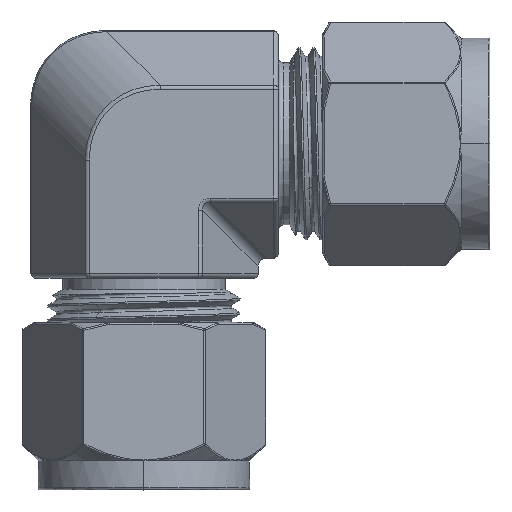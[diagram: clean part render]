
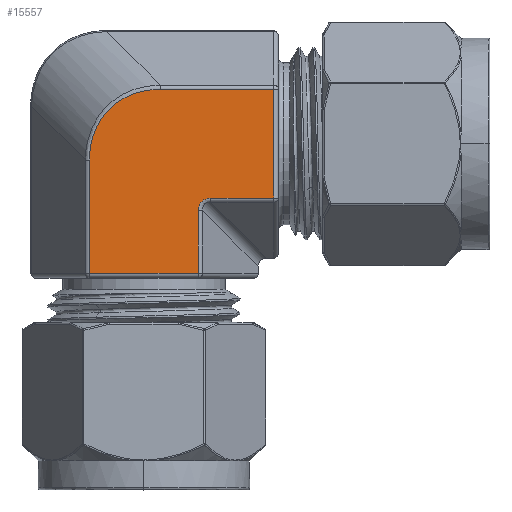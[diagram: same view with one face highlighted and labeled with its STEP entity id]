
A CAD part, top view. The second image highlights one B-rep face of the part: STEP entity #15557.
In plain terms, the highlighted planar face has unit normal (0, 0, 1).
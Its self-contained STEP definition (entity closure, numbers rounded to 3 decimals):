
#5583=DIRECTION('',(1.,0.,0.));
#5584=VECTOR('',#5583,6.543);
#5585=CARTESIAN_POINT('',(6.957,-5.658,10.3));
#5586=LINE('',#5585,#5584);
#5590=CARTESIAN_POINT('',(5.658,-6.957,10.3));
#5591=CARTESIAN_POINT('',(5.658,-6.918,10.3));
#5592=CARTESIAN_POINT('',(5.661,-6.842,10.3));
#5593=CARTESIAN_POINT('',(5.672,-6.736,10.3));
#5594=CARTESIAN_POINT('',(5.691,-6.633,10.3));
#5595=CARTESIAN_POINT('',(5.717,-6.535,10.3));
#5596=CARTESIAN_POINT('',(5.748,-6.443,10.3));
#5597=CARTESIAN_POINT('',(5.785,-6.356,10.3));
#5598=CARTESIAN_POINT('',(5.827,-6.275,10.3));
#5599=CARTESIAN_POINT('',(5.873,-6.199,10.3));
#5600=CARTESIAN_POINT('',(5.924,-6.128,10.3));
#5601=CARTESIAN_POINT('',(5.98,-6.062,10.3));
#5602=CARTESIAN_POINT('',(6.041,-6.,10.3));
#5603=CARTESIAN_POINT('',(6.106,-5.942,10.3));
#5604=CARTESIAN_POINT('',(6.177,-5.888,10.3));
#5605=CARTESIAN_POINT('',(6.253,-5.839,10.3));
#5606=CARTESIAN_POINT('',(6.336,-5.795,10.3));
#5607=CARTESIAN_POINT('',(6.424,-5.755,10.3));
#5608=CARTESIAN_POINT('',(6.519,-5.721,10.3));
#5609=CARTESIAN_POINT('',(6.62,-5.694,10.3));
#5610=CARTESIAN_POINT('',(6.726,-5.674,10.3));
#5611=CARTESIAN_POINT('',(6.839,-5.661,10.3));
#5612=CARTESIAN_POINT('',(6.917,-5.658,10.3));
#5613=CARTESIAN_POINT('',(6.957,-5.658,10.3));
#5618=DIRECTION('',(0.,1.,0.));
#5619=VECTOR('',#5618,6.543);
#5620=CARTESIAN_POINT('',(5.658,-13.5,10.3));
#5621=LINE('',#5620,#5619);
#5625=DIRECTION('',(-1.,0.,0.));
#5626=VECTOR('',#5625,11.316);
#5627=CARTESIAN_POINT('',(5.658,-13.5,10.3));
#5628=LINE('',#5627,#5626);
#5632=DIRECTION('',(0.,-1.,0.));
#5633=VECTOR('',#5632,11.797);
#5634=CARTESIAN_POINT('',(-5.658,-1.703,10.3));
#5635=LINE('',#5634,#5633);
#5639=CARTESIAN_POINT('',(1.703,5.658,10.3));
#5640=CARTESIAN_POINT('',(1.556,5.658,10.3));
#5641=CARTESIAN_POINT('',(1.268,5.651,10.3));
#5642=CARTESIAN_POINT('',(0.854,5.621,10.3));
#5643=CARTESIAN_POINT('',(0.449,5.572,10.3));
#5644=CARTESIAN_POINT('',(0.057,5.506,10.3));
#5645=CARTESIAN_POINT('',(-0.324,5.422,10.3));
#5646=CARTESIAN_POINT('',(-0.692,5.321,10.3));
#5647=CARTESIAN_POINT('',(-1.048,5.205,10.3));
#5648=CARTESIAN_POINT('',(-1.392,5.072,10.3));
#5649=CARTESIAN_POINT('',(-1.724,4.925,10.3));
#5650=CARTESIAN_POINT('',(-2.043,4.764,10.3));
#5651=CARTESIAN_POINT('',(-2.35,4.588,10.3));
#5652=CARTESIAN_POINT('',(-2.644,4.399,10.3));
#5653=CARTESIAN_POINT('',(-2.926,4.196,10.3));
#5654=CARTESIAN_POINT('',(-3.196,3.98,10.3));
#5655=CARTESIAN_POINT('',(-3.453,3.751,10.3));
#5656=CARTESIAN_POINT('',(-3.698,3.509,10.3));
#5657=CARTESIAN_POINT('',(-3.931,3.254,10.3));
#5658=CARTESIAN_POINT('',(-4.15,2.986,10.3));
#5659=CARTESIAN_POINT('',(-4.357,2.705,10.3));
#5660=CARTESIAN_POINT('',(-4.551,2.41,10.3));
#5661=CARTESIAN_POINT('',(-4.732,2.102,10.3));
#5662=CARTESIAN_POINT('',(-4.898,1.781,10.3));
#5663=CARTESIAN_POINT('',(-5.05,1.447,10.3));
#5664=CARTESIAN_POINT('',(-5.186,1.099,10.3));
#5665=CARTESIAN_POINT('',(-5.307,0.738,10.3));
#5666=CARTESIAN_POINT('',(-5.412,0.363,10.3));
#5667=CARTESIAN_POINT('',(-5.499,-0.024,10.3));
#5668=CARTESIAN_POINT('',(-5.569,-0.425,10.3));
#5669=CARTESIAN_POINT('',(-5.62,-0.838,10.3));
#5670=CARTESIAN_POINT('',(-5.651,-1.264,10.3));
#5671=CARTESIAN_POINT('',(-5.658,-1.555,10.3));
#5672=CARTESIAN_POINT('',(-5.658,-1.703,10.3));
#5677=DIRECTION('',(-1.,0.,0.));
#5678=VECTOR('',#5677,11.797);
#5679=CARTESIAN_POINT('',(13.5,5.658,10.3));
#5680=LINE('',#5679,#5678);
#5684=DIRECTION('',(0.,-1.,0.));
#5685=VECTOR('',#5684,11.316);
#5686=CARTESIAN_POINT('',(13.5,5.658,10.3));
#5687=LINE('',#5686,#5685);
#11112=CARTESIAN_POINT('',(6.957,-5.658,10.3));
#11113=CARTESIAN_POINT('',(13.5,-5.658,10.3));
#11114=VERTEX_POINT('',#11112);
#11115=VERTEX_POINT('',#11113);
#11116=VERTEX_POINT('',#5590);
#11118=CARTESIAN_POINT('',(5.658,-13.5,10.3));
#11119=VERTEX_POINT('',#11118);
#11140=CARTESIAN_POINT('',(-5.658,-13.5,10.3));
#11141=VERTEX_POINT('',#11140);
#11148=CARTESIAN_POINT('',(13.5,5.658,10.3));
#11149=VERTEX_POINT('',#11148);
#11176=CARTESIAN_POINT('',(-5.658,-1.703,10.3));
#11177=VERTEX_POINT('',#11176);
#11178=VERTEX_POINT('',#5639);
#15536=CARTESIAN_POINT('',(0.,5.947,10.3));
#15537=DIRECTION('',(0.,0.,1.));
#15538=DIRECTION('',(0.,-1.,0.));
#15539=AXIS2_PLACEMENT_3D('',#15536,#15537,#15538);
#15540=PLANE('',#15539);
#15542=ORIENTED_EDGE('',*,*,#15541,.F.);
#15543=ORIENTED_EDGE('',*,*,#15526,.F.);
#15545=ORIENTED_EDGE('',*,*,#15544,.F.);
#15546=ORIENTED_EDGE('',*,*,#15052,.T.);
#15548=ORIENTED_EDGE('',*,*,#15547,.F.);
#15550=ORIENTED_EDGE('',*,*,#15549,.F.);
#15552=ORIENTED_EDGE('',*,*,#15551,.F.);
#15554=ORIENTED_EDGE('',*,*,#15553,.T.);
#15555=EDGE_LOOP('',(#15542,#15543,#15545,#15546,#15548,#15550,#15552,#15554));
#15556=FACE_OUTER_BOUND('',#15555,.F.);
#5614=B_SPLINE_CURVE_WITH_KNOTS('',3,(#5590,#5591,#5592,#5593,#5594,#5595,#5596,
#5597,#5598,#5599,#5600,#5601,#5602,#5603,#5604,#5605,#5606,#5607,#5608,#5609,
#5610,#5611,#5612,#5613),.UNSPECIFIED.,.F.,.F.,(4,1,1,1,1,1,1,1,1,1,1,1,1,1,1,1,
1,1,1,1,1,4),(0.,0.048,0.095,0.143,
0.19,0.238,0.286,0.333,
0.381,0.429,0.476,0.524,
0.571,0.619,0.667,0.714,
0.762,0.81,0.857,0.905,
0.952,1.),.UNSPECIFIED.);
#5673=B_SPLINE_CURVE_WITH_KNOTS('',3,(#5639,#5640,#5641,#5642,#5643,#5644,#5645,
#5646,#5647,#5648,#5649,#5650,#5651,#5652,#5653,#5654,#5655,#5656,#5657,#5658,
#5659,#5660,#5661,#5662,#5663,#5664,#5665,#5666,#5667,#5668,#5669,#5670,#5671,
#5672),.UNSPECIFIED.,.F.,.F.,(4,1,1,1,1,1,1,1,1,1,1,1,1,1,1,1,1,1,1,1,1,1,1,1,1,
1,1,1,1,1,1,4),(0.,0.032,0.065,0.097,
0.129,0.161,0.194,0.226,
0.258,0.29,0.323,0.355,
0.387,0.419,0.452,0.484,
0.516,0.548,0.581,0.613,
0.645,0.677,0.71,0.742,
0.774,0.806,0.839,0.871,
0.903,0.935,0.968,1.),.UNSPECIFIED.);
#15052=EDGE_CURVE('',#11119,#11141,#5628,.T.);
#15526=EDGE_CURVE('',#11116,#11114,#5614,.T.);
#15541=EDGE_CURVE('',#11114,#11115,#5586,.T.);
#15544=EDGE_CURVE('',#11119,#11116,#5621,.T.);
#15547=EDGE_CURVE('',#11177,#11141,#5635,.T.);
#15549=EDGE_CURVE('',#11178,#11177,#5673,.T.);
#15551=EDGE_CURVE('',#11149,#11178,#5680,.T.);
#15553=EDGE_CURVE('',#11149,#11115,#5687,.T.);
#15557=ADVANCED_FACE('',(#15556),#15540,.T.);
